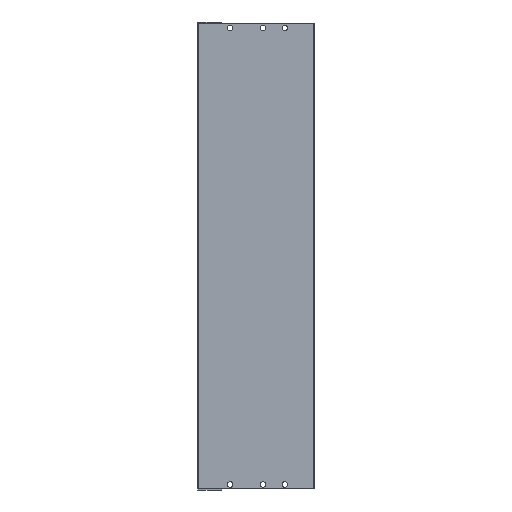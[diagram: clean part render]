
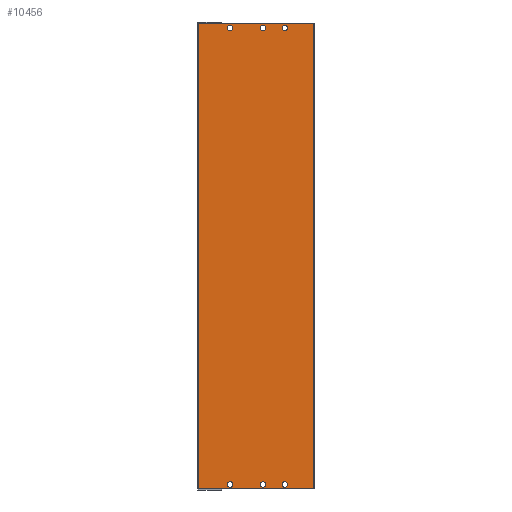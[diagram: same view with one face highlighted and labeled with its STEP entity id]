
A CAD part, front view. The second image highlights one B-rep face of the part: STEP entity #10456.
In plain terms, the highlighted planar face has unit normal (0, -1, 0).
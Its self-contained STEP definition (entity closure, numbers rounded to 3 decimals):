
#603 = VERTEX_POINT ( 'NONE', #5005 ) ;
#619 = PLANE ( 'NONE',  #4723 ) ;
#669 = EDGE_LOOP ( 'NONE', ( #6458, #12284 ) ) ;
#670 = EDGE_LOOP ( 'NONE', ( #12059, #9250 ) ) ;
#682 = DIRECTION ( 'NONE',  ( 0., 0., -1. ) ) ;
#869 = DIRECTION ( 'NONE',  ( 0., 0., -1. ) ) ;
#905 = DIRECTION ( 'NONE',  ( 0., 0., -1. ) ) ;
#1019 = CARTESIAN_POINT ( 'NONE',  ( 0.5, 0., -424.5 ) ) ;
#1035 = DIRECTION ( 'NONE',  ( 0., 0., -1. ) ) ;
#1168 = VERTEX_POINT ( 'NONE', #7438 ) ;
#1276 = VERTEX_POINT ( 'NONE', #9245 ) ;
#1366 = CARTESIAN_POINT ( 'NONE',  ( 0.5, 0., -424.5 ) ) ;
#1470 = EDGE_CURVE ( 'NONE', #5879, #603, #11959, .T. ) ;
#1604 = DIRECTION ( 'NONE',  ( 0., 1., 0. ) ) ;
#1607 = AXIS2_PLACEMENT_3D ( 'NONE', #4987, #6690, #2925 ) ;
#1730 = CARTESIAN_POINT ( 'NONE',  ( 59.7, 0., -4. ) ) ;
#1785 = DIRECTION ( 'NONE',  ( 0., 0., -1. ) ) ;
#1855 = DIRECTION ( 'NONE',  ( -1., 0., 0. ) ) ;
#1869 = FACE_BOUND ( 'NONE', #4871, .T. ) ;
#1878 = CIRCLE ( 'NONE', #5081, 2.5 ) ;
#2098 = LINE ( 'NONE', #11429, #6620 ) ;
#2144 = EDGE_CURVE ( 'NONE', #9695, #9086, #9625, .T. ) ;
#2158 = EDGE_CURVE ( 'NONE', #6207, #3326, #6226, .T. ) ;
#2229 = CARTESIAN_POINT ( 'NONE',  ( 29.7, 0., -6.5 ) ) ;
#2409 = AXIS2_PLACEMENT_3D ( 'NONE', #1730, #6565, #5557 ) ;
#2755 = FACE_OUTER_BOUND ( 'NONE', #8170, .T. ) ;
#2778 = EDGE_CURVE ( 'NONE', #3326, #6207, #8691, .T. ) ;
#2851 = CARTESIAN_POINT ( 'NONE',  ( 79.7, 0., -418. ) ) ;
#2925 = DIRECTION ( 'NONE',  ( 0., 0., -1. ) ) ;
#3079 = ORIENTED_EDGE ( 'NONE', *, *, #8728, .T. ) ;
#3080 = ORIENTED_EDGE ( 'NONE', *, *, #7382, .T. ) ;
#3107 = AXIS2_PLACEMENT_3D ( 'NONE', #9117, #6054, #10988 ) ;
#3250 = ORIENTED_EDGE ( 'NONE', *, *, #4657, .T. ) ;
#3326 = VERTEX_POINT ( 'NONE', #8564 ) ;
#3430 = DIRECTION ( 'NONE',  ( 0., 0., -1. ) ) ;
#3486 = CARTESIAN_POINT ( 'NONE',  ( 79.7, 0., -1.5 ) ) ;
#3557 = CARTESIAN_POINT ( 'NONE',  ( 0.5, 0., 0. ) ) ;
#3563 = CARTESIAN_POINT ( 'NONE',  ( 59.7, 0., -4. ) ) ;
#3863 = AXIS2_PLACEMENT_3D ( 'NONE', #5671, #11296, #1785 ) ;
#3875 = VERTEX_POINT ( 'NONE', #9741 ) ;
#3902 = CARTESIAN_POINT ( 'NONE',  ( 79.7, 0., -423. ) ) ;
#3936 = DIRECTION ( 'NONE',  ( 0., 0., -1. ) ) ;
#4021 = CARTESIAN_POINT ( 'NONE',  ( 29.7, 0., -418. ) ) ;
#4022 = CIRCLE ( 'NONE', #11009, 2.5 ) ;
#4093 = EDGE_LOOP ( 'NONE', ( #9744, #3079 ) ) ;
#4170 = VECTOR ( 'NONE', #10078, 1000. ) ;
#4311 = LINE ( 'NONE', #1366, #4170 ) ;
#4331 = DIRECTION ( 'NONE',  ( 0., 1., 0. ) ) ;
#4333 = EDGE_CURVE ( 'NONE', #1168, #11857, #5890, .T. ) ;
#4363 = EDGE_LOOP ( 'NONE', ( #4584, #11795 ) ) ;
#4545 = CARTESIAN_POINT ( 'NONE',  ( 29.7, 0., -4. ) ) ;
#4584 = ORIENTED_EDGE ( 'NONE', *, *, #2158, .T. ) ;
#4635 = FACE_BOUND ( 'NONE', #669, .T. ) ;
#4657 = EDGE_CURVE ( 'NONE', #7643, #6471, #1878, .T. ) ;
#4707 = VERTEX_POINT ( 'NONE', #3486 ) ;
#4723 = AXIS2_PLACEMENT_3D ( 'NONE', #10209, #10268, #5574 ) ;
#4816 = DIRECTION ( 'NONE',  ( 0., 1., 0. ) ) ;
#4871 = EDGE_LOOP ( 'NONE', ( #12077, #8330 ) ) ;
#4987 = CARTESIAN_POINT ( 'NONE',  ( 59.7, 0., -420.5 ) ) ;
#5005 = CARTESIAN_POINT ( 'NONE',  ( 29.7, 0., -423. ) ) ;
#5034 = CARTESIAN_POINT ( 'NONE',  ( 29.7, 0., -420.5 ) ) ;
#5081 = AXIS2_PLACEMENT_3D ( 'NONE', #4545, #1604, #3430 ) ;
#5148 = DIRECTION ( 'NONE',  ( 0., 0., -1. ) ) ;
#5323 = ORIENTED_EDGE ( 'NONE', *, *, #12267, .T. ) ;
#5445 = VERTEX_POINT ( 'NONE', #10722 ) ;
#5469 = VERTEX_POINT ( 'NONE', #10041 ) ;
#5557 = DIRECTION ( 'NONE',  ( 0., 0., -1. ) ) ;
#5574 = DIRECTION ( 'NONE',  ( 0., 0., -1. ) ) ;
#5642 = FACE_BOUND ( 'NONE', #670, .T. ) ;
#5671 = CARTESIAN_POINT ( 'NONE',  ( 29.7, 0., -420.5 ) ) ;
#5744 = CARTESIAN_POINT ( 'NONE',  ( 79.7, 0., -420.5 ) ) ;
#5826 = AXIS2_PLACEMENT_3D ( 'NONE', #5744, #11490, #1035 ) ;
#5865 = CIRCLE ( 'NONE', #3863, 2.5 ) ;
#5879 = VERTEX_POINT ( 'NONE', #4021 ) ;
#5890 = CIRCLE ( 'NONE', #11079, 2.5 ) ;
#6054 = DIRECTION ( 'NONE',  ( 0., 1., 0. ) ) ;
#6132 = CARTESIAN_POINT ( 'NONE',  ( 106.2, 0., 0. ) ) ;
#6202 = EDGE_CURVE ( 'NONE', #5445, #4707, #9570, .T. ) ;
#6207 = VERTEX_POINT ( 'NONE', #7755 ) ;
#6226 = CIRCLE ( 'NONE', #1607, 2.5 ) ;
#6333 = EDGE_CURVE ( 'NONE', #603, #5879, #5865, .T. ) ;
#6404 = DIRECTION ( 'NONE',  ( 0., 0., -1. ) ) ;
#6458 = ORIENTED_EDGE ( 'NONE', *, *, #12038, .T. ) ;
#6466 = CARTESIAN_POINT ( 'NONE',  ( 79.7, 0., -420.5 ) ) ;
#6471 = VERTEX_POINT ( 'NONE', #10866 ) ;
#6565 = DIRECTION ( 'NONE',  ( 0., 1., 0. ) ) ;
#6599 = ORIENTED_EDGE ( 'NONE', *, *, #7520, .T. ) ;
#6620 = VECTOR ( 'NONE', #6815, 1000. ) ;
#6690 = DIRECTION ( 'NONE',  ( 0., 1., 0. ) ) ;
#6731 = EDGE_CURVE ( 'NONE', #1276, #5469, #10666, .T. ) ;
#6815 = DIRECTION ( 'NONE',  ( 0., 0., 1. ) ) ;
#6840 = CARTESIAN_POINT ( 'NONE',  ( 59.7, 0., -420.5 ) ) ;
#7319 = CIRCLE ( 'NONE', #3107, 2.5 ) ;
#7382 = EDGE_CURVE ( 'NONE', #5469, #3875, #4311, .T. ) ;
#7438 = CARTESIAN_POINT ( 'NONE',  ( 59.7, 0., -1.5 ) ) ;
#7466 = EDGE_CURVE ( 'NONE', #11935, #1276, #7566, .T. ) ;
#7520 = EDGE_CURVE ( 'NONE', #6471, #7643, #9378, .T. ) ;
#7566 = LINE ( 'NONE', #3557, #7585 ) ;
#7585 = VECTOR ( 'NONE', #1855, 1000. ) ;
#7643 = VERTEX_POINT ( 'NONE', #2229 ) ;
#7672 = VECTOR ( 'NONE', #11530, 1000. ) ;
#7755 = CARTESIAN_POINT ( 'NONE',  ( 59.7, 0., -423. ) ) ;
#8170 = EDGE_LOOP ( 'NONE', ( #3080, #5323, #10333, #9958 ) ) ;
#8330 = ORIENTED_EDGE ( 'NONE', *, *, #1470, .T. ) ;
#8381 = CARTESIAN_POINT ( 'NONE',  ( 29.7, 0., -4. ) ) ;
#8448 = DIRECTION ( 'NONE',  ( 0., 1., 0. ) ) ;
#8564 = CARTESIAN_POINT ( 'NONE',  ( 59.7, 0., -418. ) ) ;
#8647 = DIRECTION ( 'NONE',  ( 0., 1., 0. ) ) ;
#8691 = CIRCLE ( 'NONE', #10291, 2.5 ) ;
#8728 = EDGE_CURVE ( 'NONE', #9086, #9695, #4022, .T. ) ;
#9086 = VERTEX_POINT ( 'NONE', #2851 ) ;
#9117 = CARTESIAN_POINT ( 'NONE',  ( 79.7, 0., -4. ) ) ;
#9215 = FACE_BOUND ( 'NONE', #4093, .T. ) ;
#9245 = CARTESIAN_POINT ( 'NONE',  ( 0.5, 0., 0. ) ) ;
#9250 = ORIENTED_EDGE ( 'NONE', *, *, #11162, .T. ) ;
#9378 = CIRCLE ( 'NONE', #9981, 2.5 ) ;
#9570 = CIRCLE ( 'NONE', #10759, 2.5 ) ;
#9625 = CIRCLE ( 'NONE', #5826, 2.5 ) ;
#9695 = VERTEX_POINT ( 'NONE', #3902 ) ;
#9741 = CARTESIAN_POINT ( 'NONE',  ( 106.2, 0., -424.5 ) ) ;
#9744 = ORIENTED_EDGE ( 'NONE', *, *, #2144, .T. ) ;
#9771 = AXIS2_PLACEMENT_3D ( 'NONE', #5034, #10216, #682 ) ;
#9929 = CARTESIAN_POINT ( 'NONE',  ( 79.7, 0., -4. ) ) ;
#9958 = ORIENTED_EDGE ( 'NONE', *, *, #6731, .T. ) ;
#9981 = AXIS2_PLACEMENT_3D ( 'NONE', #8381, #8448, #905 ) ;
#10041 = CARTESIAN_POINT ( 'NONE',  ( 0.5, 0., -424.5 ) ) ;
#10078 = DIRECTION ( 'NONE',  ( 1., 0., 0. ) ) ;
#10110 = EDGE_LOOP ( 'NONE', ( #3250, #6599 ) ) ;
#10209 = CARTESIAN_POINT ( 'NONE',  ( 0.5, 0., -424.5 ) ) ;
#10216 = DIRECTION ( 'NONE',  ( 0., 1., 0. ) ) ;
#10268 = DIRECTION ( 'NONE',  ( 0., -1., 0. ) ) ;
#10291 = AXIS2_PLACEMENT_3D ( 'NONE', #6840, #8647, #869 ) ;
#10333 = ORIENTED_EDGE ( 'NONE', *, *, #7466, .T. ) ;
#10456 = ADVANCED_FACE ( 'NONE', ( #2755, #12140, #4635, #5642, #1869, #12080, #9215 ), #619, .T. ) ;
#10638 = CARTESIAN_POINT ( 'NONE',  ( 59.7, 0., -6.5 ) ) ;
#10666 = LINE ( 'NONE', #1019, #7672 ) ;
#10722 = CARTESIAN_POINT ( 'NONE',  ( 79.7, 0., -6.5 ) ) ;
#10759 = AXIS2_PLACEMENT_3D ( 'NONE', #9929, #4816, #3936 ) ;
#10866 = CARTESIAN_POINT ( 'NONE',  ( 29.7, 0., -1.5 ) ) ;
#10988 = DIRECTION ( 'NONE',  ( 0., 0., -1. ) ) ;
#11009 = AXIS2_PLACEMENT_3D ( 'NONE', #6466, #11147, #6404 ) ;
#11079 = AXIS2_PLACEMENT_3D ( 'NONE', #3563, #4331, #5148 ) ;
#11147 = DIRECTION ( 'NONE',  ( 0., 1., 0. ) ) ;
#11162 = EDGE_CURVE ( 'NONE', #4707, #5445, #7319, .T. ) ;
#11214 = CIRCLE ( 'NONE', #2409, 2.5 ) ;
#11296 = DIRECTION ( 'NONE',  ( 0., 1., 0. ) ) ;
#11429 = CARTESIAN_POINT ( 'NONE',  ( 106.2, 0., -424.5 ) ) ;
#11490 = DIRECTION ( 'NONE',  ( 0., 1., 0. ) ) ;
#11530 = DIRECTION ( 'NONE',  ( 0., 0., -1. ) ) ;
#11795 = ORIENTED_EDGE ( 'NONE', *, *, #2778, .T. ) ;
#11857 = VERTEX_POINT ( 'NONE', #10638 ) ;
#11935 = VERTEX_POINT ( 'NONE', #6132 ) ;
#11959 = CIRCLE ( 'NONE', #9771, 2.5 ) ;
#12038 = EDGE_CURVE ( 'NONE', #11857, #1168, #11214, .T. ) ;
#12059 = ORIENTED_EDGE ( 'NONE', *, *, #6202, .T. ) ;
#12077 = ORIENTED_EDGE ( 'NONE', *, *, #6333, .T. ) ;
#12080 = FACE_BOUND ( 'NONE', #4363, .T. ) ;
#12140 = FACE_BOUND ( 'NONE', #10110, .T. ) ;
#12267 = EDGE_CURVE ( 'NONE', #3875, #11935, #2098, .T. ) ;
#12284 = ORIENTED_EDGE ( 'NONE', *, *, #4333, .T. ) ;
